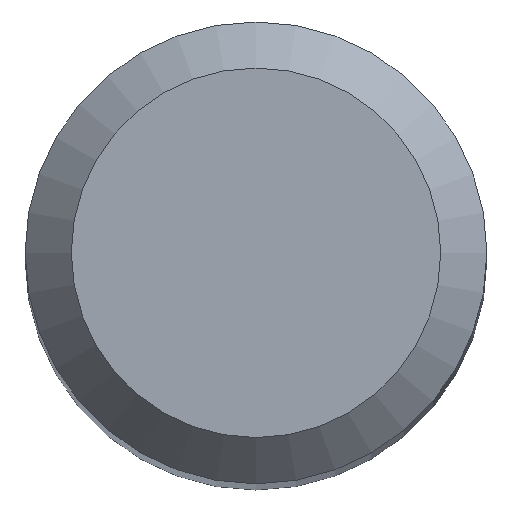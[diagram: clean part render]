
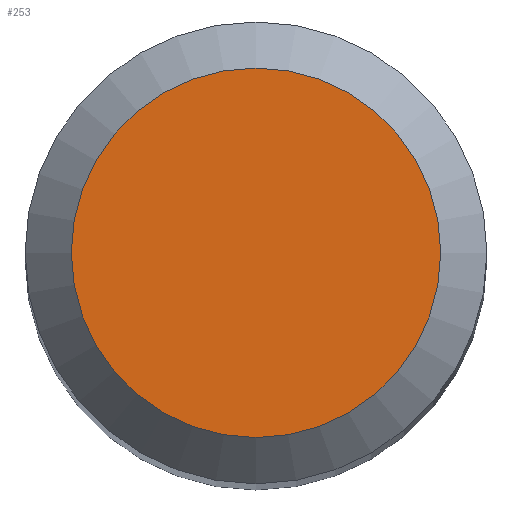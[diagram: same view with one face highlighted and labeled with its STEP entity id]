
A CAD part, top view. The second image highlights one B-rep face of the part: STEP entity #253.
In plain terms, the highlighted planar face has unit normal (0, 0, 1).
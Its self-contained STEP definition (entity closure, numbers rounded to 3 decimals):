
#9 = FACE_OUTER_BOUND ( 'NONE', #86, .T. ) ;
#16 = EDGE_CURVE ( 'NONE', #148, #148, #288, .T. ) ;
#30 = PLANE ( 'NONE',  #75 ) ;
#61 = CARTESIAN_POINT ( 'NONE',  ( 0., 1.2, 38. ) ) ;
#75 = AXIS2_PLACEMENT_3D ( 'NONE', #124, #243, #104 ) ;
#80 = DIRECTION ( 'NONE',  ( 0., 1., 0. ) ) ;
#86 = EDGE_LOOP ( 'NONE', ( #205 ) ) ;
#104 = DIRECTION ( 'NONE',  ( 0., 1., 0. ) ) ;
#124 = CARTESIAN_POINT ( 'NONE',  ( 0., 0., 38. ) ) ;
#148 = VERTEX_POINT ( 'NONE', #61 ) ;
#181 = AXIS2_PLACEMENT_3D ( 'NONE', #297, #278, #80 ) ;
#205 = ORIENTED_EDGE ( 'NONE', *, *, #16, .F. ) ;
#243 = DIRECTION ( 'NONE',  ( 0., 0., -1. ) ) ;
#253 = ADVANCED_FACE ( 'NONE', ( #9 ), #30, .F. ) ;
#278 = DIRECTION ( 'NONE',  ( 0., 0., -1. ) ) ;
#288 = CIRCLE ( 'NONE', #181, 1.2 ) ;
#297 = CARTESIAN_POINT ( 'NONE',  ( 0., 0., 38. ) ) ;
